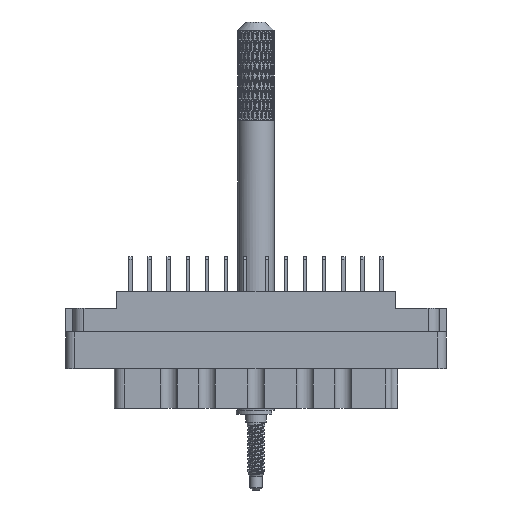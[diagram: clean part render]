
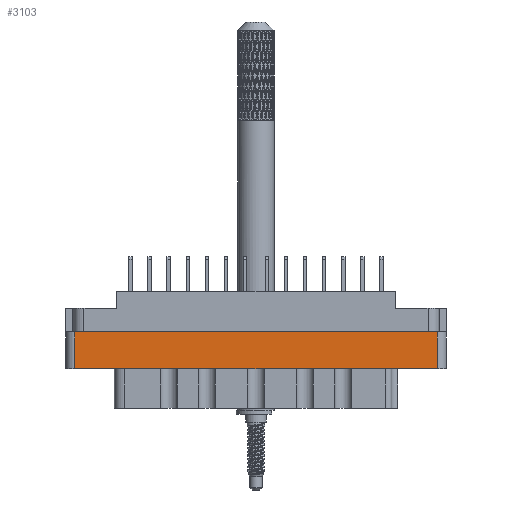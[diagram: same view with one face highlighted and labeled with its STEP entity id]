
A CAD part, front view. The second image highlights one B-rep face of the part: STEP entity #3103.
In plain terms, the highlighted planar face has unit normal (0, -1, 0).
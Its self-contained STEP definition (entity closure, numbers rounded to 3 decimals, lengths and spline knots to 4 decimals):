
#3103 = ADVANCED_FACE ( 'NONE', ( #98458 ), #44603, .T. ) ;
#5402 = CARTESIAN_POINT ( 'NONE',  ( -1.234, -0.438, -0.798 ) ) ;
#6884 = CARTESIAN_POINT ( 'NONE',  ( 0., -0.438, -0.277 ) ) ;
#18952 = VERTEX_POINT ( 'NONE', #105138 ) ;
#23211 = ORIENTED_EDGE ( 'NONE', *, *, #67267, .T. ) ;
#24548 = CARTESIAN_POINT ( 'NONE',  ( 1.234, -0.438, -0.277 ) ) ;
#24919 = DIRECTION ( 'NONE',  ( 0., 0., -1. ) ) ;
#26820 = VECTOR ( 'NONE', #24919, 39.3701 ) ;
#30285 = CARTESIAN_POINT ( 'NONE',  ( 1.234, -0.438, -0.798 ) ) ;
#38600 = EDGE_CURVE ( 'NONE', #106544, #61170, #98135, .T. ) ;
#41493 = VECTOR ( 'NONE', #89253, 39.3701 ) ;
#44603 = PLANE ( 'NONE',  #115833 ) ;
#45332 = LINE ( 'NONE', #6884, #50500 ) ;
#50500 = VECTOR ( 'NONE', #72002, 39.3701 ) ;
#61170 = VERTEX_POINT ( 'NONE', #62162 ) ;
#62162 = CARTESIAN_POINT ( 'NONE',  ( -1.234, -0.438, -0.529 ) ) ;
#66447 = DIRECTION ( 'NONE',  ( 0., 0., 1. ) ) ;
#67267 = EDGE_CURVE ( 'NONE', #18952, #61170, #86523, .T. ) ;
#72002 = DIRECTION ( 'NONE',  ( 1., 0., 0. ) ) ;
#76678 = VECTOR ( 'NONE', #66447, 39.3701 ) ;
#79510 = ORIENTED_EDGE ( 'NONE', *, *, #38600, .F. ) ;
#80708 = CARTESIAN_POINT ( 'NONE',  ( -1.296, -0.438, -0.798 ) ) ;
#84002 = EDGE_CURVE ( 'NONE', #18952, #110344, #45332, .T. ) ;
#86523 = LINE ( 'NONE', #5402, #26820 ) ;
#87790 = ORIENTED_EDGE ( 'NONE', *, *, #109085, .T. ) ;
#89253 = DIRECTION ( 'NONE',  ( -1., 0., 0. ) ) ;
#93667 = LINE ( 'NONE', #30285, #76678 ) ;
#98135 = LINE ( 'NONE', #114114, #41493 ) ;
#98458 = FACE_OUTER_BOUND ( 'NONE', #116219, .T. ) ;
#105138 = CARTESIAN_POINT ( 'NONE',  ( -1.234, -0.438, -0.277 ) ) ;
#106544 = VERTEX_POINT ( 'NONE', #115058 ) ;
#107869 = DIRECTION ( 'NONE',  ( 0., 0., -1. ) ) ;
#109085 = EDGE_CURVE ( 'NONE', #106544, #110344, #93667, .T. ) ;
#109838 = ORIENTED_EDGE ( 'NONE', *, *, #84002, .F. ) ;
#110344 = VERTEX_POINT ( 'NONE', #24548 ) ;
#114114 = CARTESIAN_POINT ( 'NONE',  ( 0., -0.438, -0.529 ) ) ;
#115058 = CARTESIAN_POINT ( 'NONE',  ( 1.234, -0.438, -0.529 ) ) ;
#115833 = AXIS2_PLACEMENT_3D ( 'NONE', #80708, #116765, #107869 ) ;
#116219 = EDGE_LOOP ( 'NONE', ( #109838, #23211, #79510, #87790 ) ) ;
#116765 = DIRECTION ( 'NONE',  ( 0., -1., 0. ) ) ;
